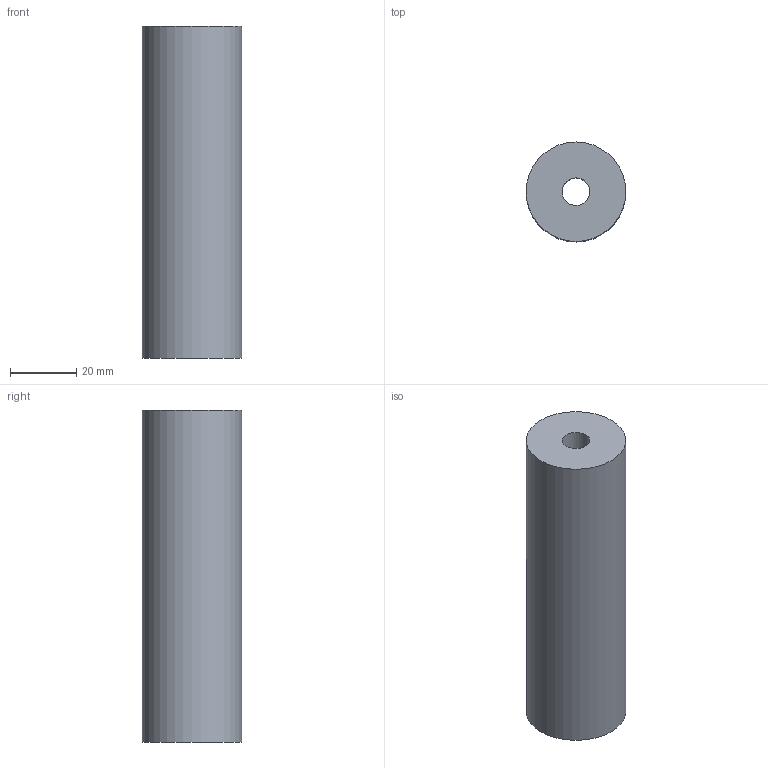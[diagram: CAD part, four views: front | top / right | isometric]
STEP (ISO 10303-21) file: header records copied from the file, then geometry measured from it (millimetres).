
FILE_DESCRIPTION(('STEP AP242'), '1');
FILE_NAME('摳摳矐', '', ('UNSPECIFIED'), ('UNSPECIFIED'), 'C3D Converter', 'C3D Toolkit', '');
FILE_SCHEMA(('AP242_MANAGED_MODEL_BASED_3D_ENGINEERING_MIM_LF { 1 0 10303 442 1 1 4 }'));
Length unit declared in the file: millimetre
Bounding box: 30 x 30 x 100 mm (x, y, z)
Volume: 63298.3 mm3; surface area: 14696.2 mm2
Topology: 1 solids, 1 shells, 24 faces, 65 edges, 43 vertices
Faces by surface type: plane 22, cylinder 2
Full cylindrical faces by diameter (mm): 8.3 x1, 30 x1
Entity records: 969 total; most frequent: CARTESIAN_POINT 131, ORIENTED_EDGE 126, DIRECTION 120, EDGE_CURVE 63, LINE 56, VECTOR 56, VERTEX_POINT 43, AXIS2_PLACEMENT_3D 32
